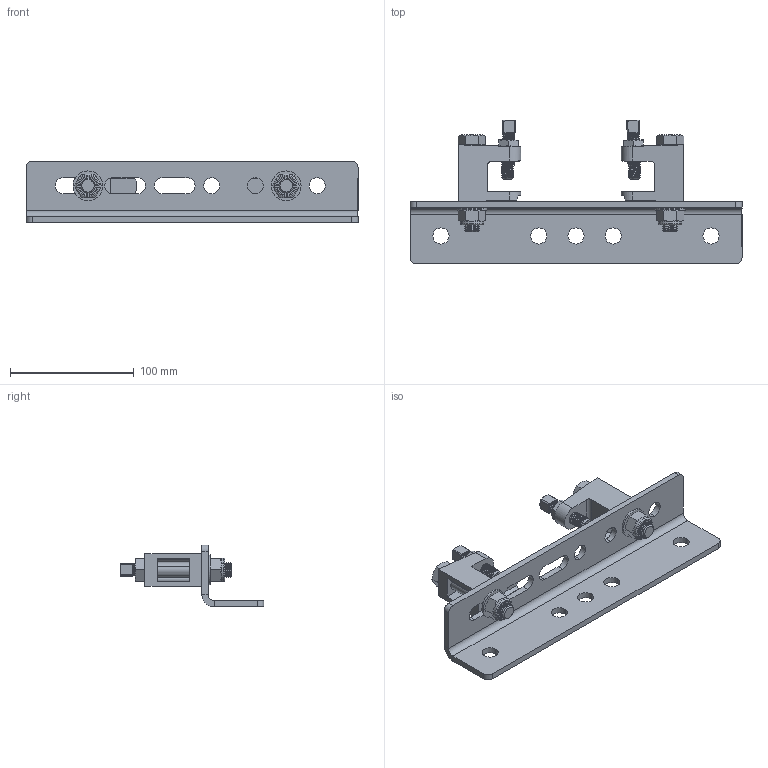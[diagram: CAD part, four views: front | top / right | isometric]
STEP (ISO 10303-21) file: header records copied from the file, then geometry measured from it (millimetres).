
FILE_DESCRIPTION (( 'STEP AP203' ), '1' );
FILE_NAME ('T29500.STEP', '2018-07-19T10:51:22', ( '' ), ( '' ), 'SwSTEP 2.0', 'SolidWorks 2016', '' );
FILE_SCHEMA (( 'CONFIG_CONTROL_DESIGN' ));
Length unit declared in the file: millimetre
Products named in the file (9): T29700; Hex Bolt_ISO 4016 - M12 x 70 x 30-WS; M10x40 Square head  Bolt_DIN 479 - M10 x 40-S; SW3dPS-nyloc nut, st stl a2 iso_M12 NYLOC; B Washer_Bright washer BS 4320 - M12 (Form B); T29500; M10 Half nut_B18.2.4.5M - Hex jam nut,  M10 x 1.5, with 16mm WAF --D-S; TH750
Assembly tree (12 placements, depth 3):
  T29500
    TH750
    T29700  x2
      T29700
      M10 Half nut_B18.2.4.5M - Hex jam nut,  M10 x 1.5, with 16mm WAF --D-S
      M10x40 Square head  Bolt_DIN 479 - M10 x 40-S
    B Washer_Bright washer BS 4320 - M12 (Form B)  x2
    Hex Bolt_ISO 4016 - M12 x 70 x 30-WS  x2
    SW3dPS-nyloc nut, st stl a2 iso_M12 NYLOC  x2
Bounding box: 268 x 115.94 x 50 mm (x, y, z)
Volume: 192776.9 mm3; surface area: 90793.7 mm2
Topology: 13 solids, 13 shells, 900 faces, 2266 edges, 1382 vertices
Faces by surface type: cone 454, cylinder 272, plane 140, torus 18, bspline 16
Entity records: 15864 total; most frequent: CARTESIAN_POINT 3090, DIRECTION 2690, ORIENTED_EDGE 2380, EDGE_CURVE 1190, AXIS2_PLACEMENT_3D 1109, VERTEX_POINT 733, CIRCLE 627, EDGE_LOOP 513
